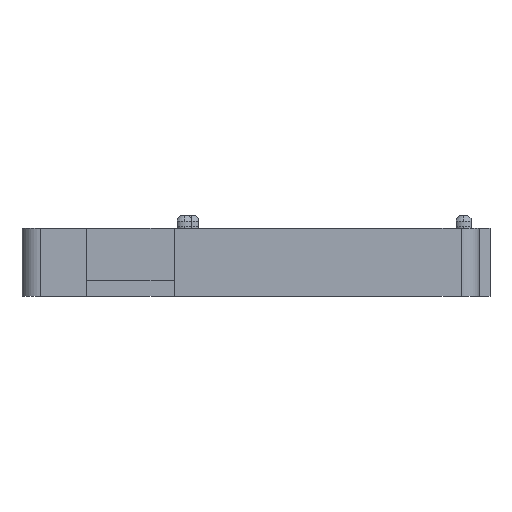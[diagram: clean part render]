
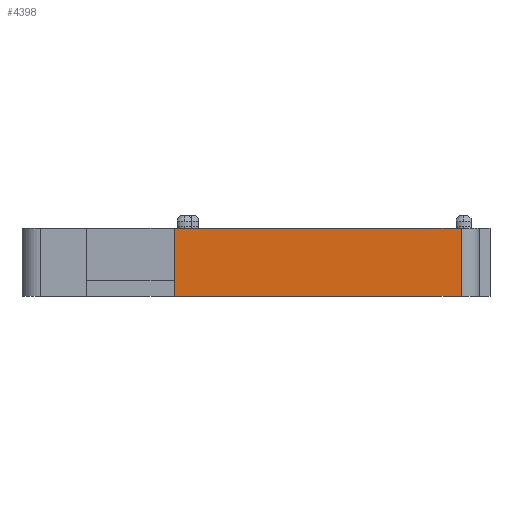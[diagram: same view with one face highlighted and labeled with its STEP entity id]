
A CAD part, left-side view. The second image highlights one B-rep face of the part: STEP entity #4398.
In plain terms, the highlighted planar face has unit normal (-1, 0, 0).
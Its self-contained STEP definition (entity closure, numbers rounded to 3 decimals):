
#54 = ORIENTED_EDGE ( 'NONE', *, *, #2254, .F. ) ;
#56 = LINE ( 'NONE', #3420, #1160 ) ;
#134 = DIRECTION ( 'NONE',  ( 0., -1., 0. ) ) ;
#389 = DIRECTION ( 'NONE',  ( 0., 1., 0. ) ) ;
#391 = FACE_OUTER_BOUND ( 'NONE', #4610, .T. ) ;
#735 = CARTESIAN_POINT ( 'NONE',  ( -46.29, 54., 10.7 ) ) ;
#937 = ORIENTED_EDGE ( 'NONE', *, *, #1816, .F. ) ;
#1160 = VECTOR ( 'NONE', #3789, 1000. ) ;
#1361 = CARTESIAN_POINT ( 'NONE',  ( -46.29, 0.5, -2. ) ) ;
#1622 = CARTESIAN_POINT ( 'NONE',  ( -46.29, 54., -2. ) ) ;
#1771 = PLANE ( 'NONE',  #4034 ) ;
#1816 = EDGE_CURVE ( 'NONE', #4258, #3060, #1848, .T. ) ;
#1844 = VERTEX_POINT ( 'NONE', #735 ) ;
#1848 = LINE ( 'NONE', #3249, #3453 ) ;
#1884 = VERTEX_POINT ( 'NONE', #1622 ) ;
#2254 = EDGE_CURVE ( 'NONE', #1844, #4258, #3385, .T. ) ;
#2613 = CARTESIAN_POINT ( 'NONE',  ( -46.29, 0.5, -2. ) ) ;
#2666 = EDGE_CURVE ( 'NONE', #1844, #1884, #56, .T. ) ;
#2886 = ORIENTED_EDGE ( 'NONE', *, *, #2666, .T. ) ;
#2927 = DIRECTION ( 'NONE',  ( 0., 1., 0. ) ) ;
#3047 = CARTESIAN_POINT ( 'NONE',  ( -46.29, 79., 10.7 ) ) ;
#3060 = VERTEX_POINT ( 'NONE', #1361 ) ;
#3249 = CARTESIAN_POINT ( 'NONE',  ( -46.29, 0.5, 10.7 ) ) ;
#3257 = ORIENTED_EDGE ( 'NONE', *, *, #3330, .F. ) ;
#3330 = EDGE_CURVE ( 'NONE', #3060, #1884, #4181, .T. ) ;
#3339 = DIRECTION ( 'NONE',  ( 1., 0., 0. ) ) ;
#3385 = LINE ( 'NONE', #3047, #4487 ) ;
#3420 = CARTESIAN_POINT ( 'NONE',  ( -46.29, 54., 1. ) ) ;
#3453 = VECTOR ( 'NONE', #4411, 1000. ) ;
#3789 = DIRECTION ( 'NONE',  ( 0., 0., -1. ) ) ;
#4034 = AXIS2_PLACEMENT_3D ( 'NONE', #4380, #3339, #2927 ) ;
#4076 = VECTOR ( 'NONE', #389, 1000. ) ;
#4181 = LINE ( 'NONE', #2613, #4076 ) ;
#4258 = VERTEX_POINT ( 'NONE', #4647 ) ;
#4380 = CARTESIAN_POINT ( 'NONE',  ( -46.29, 79., 10.7 ) ) ;
#4398 = ADVANCED_FACE ( 'NONE', ( #391 ), #1771, .F. ) ;
#4411 = DIRECTION ( 'NONE',  ( 0., 0., -1. ) ) ;
#4487 = VECTOR ( 'NONE', #134, 1000. ) ;
#4610 = EDGE_LOOP ( 'NONE', ( #54, #2886, #3257, #937 ) ) ;
#4647 = CARTESIAN_POINT ( 'NONE',  ( -46.29, 0.5, 10.7 ) ) ;
